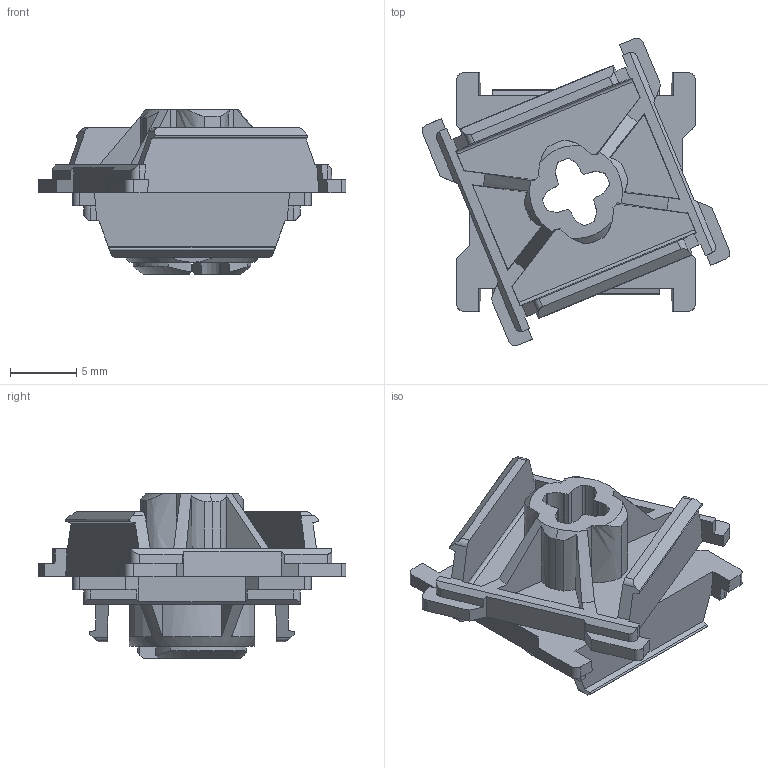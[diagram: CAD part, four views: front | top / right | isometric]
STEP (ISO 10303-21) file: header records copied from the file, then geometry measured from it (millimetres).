
FILE_DESCRIPTION (( 'STEP AP214' ), '1' );
FILE_NAME ('750-0999-049 Rev2.STEP', '2022-10-26T23:40:49', ( '' ), ( '' ), 'SwSTEP 2.0', 'SolidWorks 2021', '' );
FILE_SCHEMA (( 'AUTOMOTIVE_DESIGN' ));
Length unit declared in the file: millimetre
Products named in the file (3): 750-0999-049 Rev2; 750-0999-051 Rev3_750-0999-051-01; 750-0999-050 Rev2_750-0999-050-04
Assembly tree (2 placements, depth 2):
  750-0999-049 Rev2
    750-0999-050 Rev2_750-0999-050-04
    750-0999-051 Rev3_750-0999-051-01
Bounding box: 23.21 x 23.21 x 12.4 mm (x, y, z)
Volume: 1192.2 mm3; surface area: 2459.6 mm2
Topology: 2 solids, 2 shells, 293 faces, 851 edges, 563 vertices
Faces by surface type: plane 155, cylinder 103, bspline 24, cone 11
Entity records: 10520 total; most frequent: CARTESIAN_POINT 2996, ORIENTED_EDGE 1702, DIRECTION 1396, EDGE_CURVE 851, VERTEX_POINT 563, LINE 502, VECTOR 502, AXIS2_PLACEMENT_3D 447
